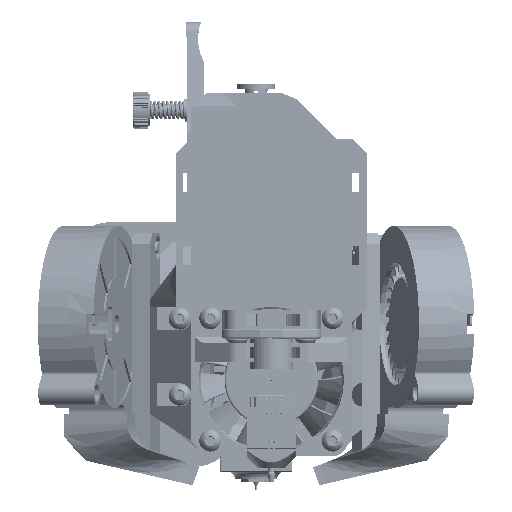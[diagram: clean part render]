
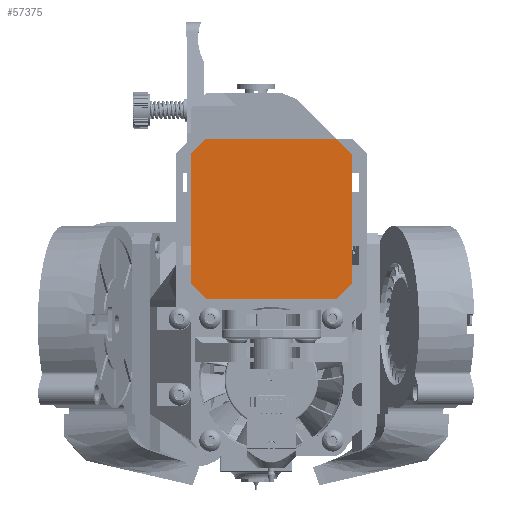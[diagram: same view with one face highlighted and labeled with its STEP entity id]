
A CAD part, front view. The second image highlights one B-rep face of the part: STEP entity #57375.
In plain terms, the highlighted planar face has unit normal (0, -1, 0).
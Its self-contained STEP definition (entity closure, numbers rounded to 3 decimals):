
#4205=PLANE('',#69065);
#7648=LINE('',#110029,#11714);
#7649=LINE('',#110032,#11715);
#7650=LINE('',#110034,#11716);
#7651=LINE('',#110036,#11717);
#7652=LINE('',#110038,#11718);
#7653=LINE('',#110040,#11719);
#7654=LINE('',#110042,#11720);
#7655=LINE('',#110044,#11721);
#11714=VECTOR('',#80593,1000.);
#11715=VECTOR('',#80594,1000.);
#11716=VECTOR('',#80595,1000.);
#11717=VECTOR('',#80596,1000.);
#11718=VECTOR('',#80597,1000.);
#11719=VECTOR('',#80598,1000.);
#11720=VECTOR('',#80599,1000.);
#11721=VECTOR('',#80600,1000.);
#27371=ORIENTED_EDGE('',*,*,#38860,.F.);
#27372=ORIENTED_EDGE('',*,*,#38861,.F.);
#27373=ORIENTED_EDGE('',*,*,#38862,.F.);
#27374=ORIENTED_EDGE('',*,*,#38863,.F.);
#27375=ORIENTED_EDGE('',*,*,#38864,.F.);
#27376=ORIENTED_EDGE('',*,*,#38865,.F.);
#27377=ORIENTED_EDGE('',*,*,#38866,.F.);
#27378=ORIENTED_EDGE('',*,*,#38867,.F.);
#38860=EDGE_CURVE('',#45425,#45426,#7648,.T.);
#38861=EDGE_CURVE('',#45427,#45425,#7649,.T.);
#38862=EDGE_CURVE('',#45428,#45427,#7650,.T.);
#38863=EDGE_CURVE('',#45429,#45428,#7651,.T.);
#38864=EDGE_CURVE('',#45430,#45429,#7652,.T.);
#38865=EDGE_CURVE('',#45431,#45430,#7653,.T.);
#38866=EDGE_CURVE('',#45432,#45431,#7654,.T.);
#38867=EDGE_CURVE('',#45426,#45432,#7655,.T.);
#45425=VERTEX_POINT('',#110030);
#45426=VERTEX_POINT('',#110031);
#45427=VERTEX_POINT('',#110033);
#45428=VERTEX_POINT('',#110035);
#45429=VERTEX_POINT('',#110037);
#45430=VERTEX_POINT('',#110039);
#45431=VERTEX_POINT('',#110041);
#45432=VERTEX_POINT('',#110043);
#49981=EDGE_LOOP('',(#27371,#27372,#27373,#27374,#27375,#27376,#27377,#27378));
#53659=FACE_BOUND('',#49981,.T.);
#57375=ADVANCED_FACE('',(#53659),#4205,.T.);
#69065=AXIS2_PLACEMENT_3D('',#110028,#80591,#80592);
#80591=DIRECTION('',(0.,-1.,0.));
#80592=DIRECTION('',(0.,0.,-1.));
#80593=DIRECTION('',(0.,0.,-1.));
#80594=DIRECTION('',(0.707,0.,-0.707));
#80595=DIRECTION('',(1.,0.,0.));
#80596=DIRECTION('',(0.707,0.,0.707));
#80597=DIRECTION('',(0.,0.,1.));
#80598=DIRECTION('',(-0.707,0.,0.707));
#80599=DIRECTION('',(-1.,0.,0.));
#80600=DIRECTION('',(-0.707,0.,-0.707));
#110028=CARTESIAN_POINT('',(-21.001,-20.,21.001));
#110029=CARTESIAN_POINT('',(21.,-20.,0.));
#110030=CARTESIAN_POINT('',(21.,-20.,17.));
#110031=CARTESIAN_POINT('',(21.,-20.,-17.));
#110032=CARTESIAN_POINT('',(19.,-20.,19.));
#110033=CARTESIAN_POINT('',(17.,-20.,21.));
#110034=CARTESIAN_POINT('',(0.,-20.,21.));
#110035=CARTESIAN_POINT('',(-17.,-20.,21.));
#110036=CARTESIAN_POINT('',(-19.,-20.,19.));
#110037=CARTESIAN_POINT('',(-21.,-20.,17.));
#110038=CARTESIAN_POINT('',(-21.,-20.,0.));
#110039=CARTESIAN_POINT('',(-21.,-20.,-17.));
#110040=CARTESIAN_POINT('',(-19.,-20.,-19.));
#110041=CARTESIAN_POINT('',(-17.,-20.,-21.));
#110042=CARTESIAN_POINT('',(0.,-20.,-21.));
#110043=CARTESIAN_POINT('',(17.,-20.,-21.));
#110044=CARTESIAN_POINT('',(19.,-20.,-19.));
